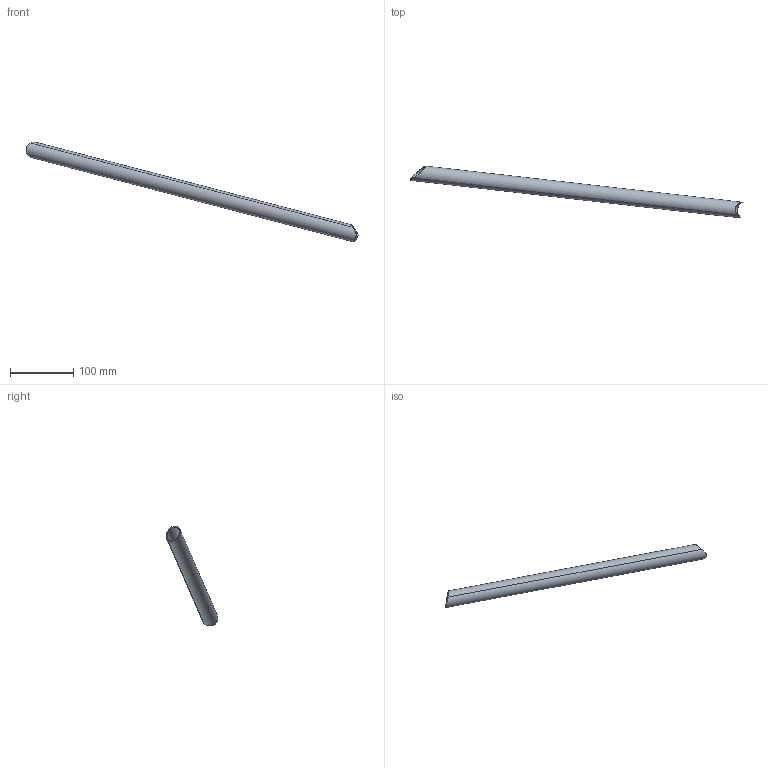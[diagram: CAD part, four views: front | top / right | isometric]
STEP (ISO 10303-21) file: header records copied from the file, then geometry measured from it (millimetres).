
FILE_DESCRIPTION(('STEP AP214'),'1');
FILE_NAME('36.stp','2018-12-05T17:10:33',(' '),(' '),'Spatial InterOp 3D',' ',' ');
FILE_SCHEMA(('AUTOMOTIVE_DESIGN { 1 0 10303 214 1 1 1 1 }'));
Length unit declared in the file: metre
Products named in the file (1): Corps principal
Bounding box: 522.95 x 81.35 x 157.01 mm (x, y, z)
Volume: 58112.6 mm3; surface area: 77788 mm2
Topology: 1 solids, 1 shells, 7 faces, 22 edges, 16 vertices
Faces by surface type: cylinder 4, torus 2, plane 1
Entity records: 507 total; most frequent: CARTESIAN_POINT 232, ORIENTED_EDGE 44, DIRECTION 36, EDGE_CURVE 22, AXIS2_PLACEMENT_3D 16, VERTEX_POINT 16, B_SPLINE_CURVE_WITH_KNOTS 10, STYLED_ITEM 8
